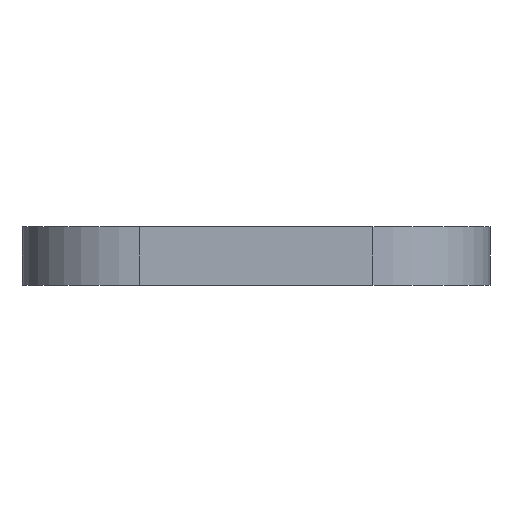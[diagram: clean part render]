
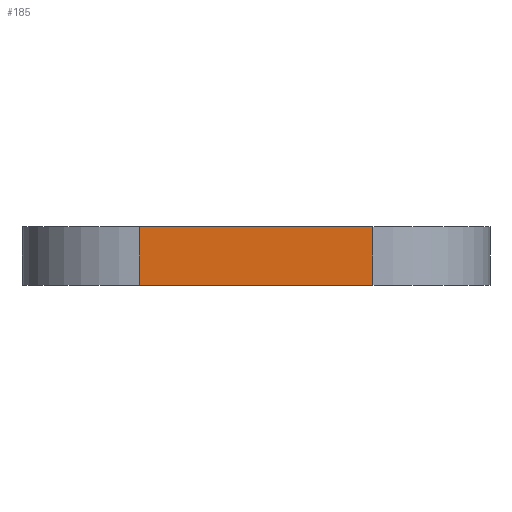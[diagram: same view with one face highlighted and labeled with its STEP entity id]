
A CAD part, front view. The second image highlights one B-rep face of the part: STEP entity #185.
In plain terms, the highlighted planar face has unit normal (0, -1, 0).
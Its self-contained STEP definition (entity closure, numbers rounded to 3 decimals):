
#15 = CARTESIAN_POINT ( 'NONE',  ( -10., -106., 0. ) ) ;
#34 = VERTEX_POINT ( 'NONE', #584 ) ;
#41 = FACE_OUTER_BOUND ( 'NONE', #640, .T. ) ;
#99 = EDGE_CURVE ( 'NONE', #510, #282, #501, .T. ) ;
#112 = CARTESIAN_POINT ( 'NONE',  ( 20., -106., 5. ) ) ;
#135 = EDGE_CURVE ( 'NONE', #533, #34, #403, .T. ) ;
#143 = CARTESIAN_POINT ( 'NONE',  ( 10., -106., 0. ) ) ;
#162 = DIRECTION ( 'NONE',  ( -1., 0., 0. ) ) ;
#166 = ORIENTED_EDGE ( 'NONE', *, *, #135, .T. ) ;
#185 = ADVANCED_FACE ( 'NONE', ( #41 ), #610, .F. ) ;
#196 = CARTESIAN_POINT ( 'NONE',  ( 10., -106., 5. ) ) ;
#197 = EDGE_CURVE ( 'NONE', #34, #282, #523, .T. ) ;
#224 = CARTESIAN_POINT ( 'NONE',  ( -10., -106., 0. ) ) ;
#227 = DIRECTION ( 'NONE',  ( -1., 0., 0. ) ) ;
#262 = VECTOR ( 'NONE', #162, 1000. ) ;
#279 = AXIS2_PLACEMENT_3D ( 'NONE', #343, #457, #227 ) ;
#282 = VERTEX_POINT ( 'NONE', #15 ) ;
#343 = CARTESIAN_POINT ( 'NONE',  ( 20., -106., 0. ) ) ;
#366 = VECTOR ( 'NONE', #674, 1000. ) ;
#403 = LINE ( 'NONE', #112, #366 ) ;
#406 = DIRECTION ( 'NONE',  ( 0., 0., -1. ) ) ;
#446 = LINE ( 'NONE', #695, #561 ) ;
#457 = DIRECTION ( 'NONE',  ( 0., 1., 0. ) ) ;
#501 = LINE ( 'NONE', #605, #262 ) ;
#510 = VERTEX_POINT ( 'NONE', #143 ) ;
#514 = VECTOR ( 'NONE', #406, 1000. ) ;
#523 = LINE ( 'NONE', #224, #514 ) ;
#532 = DIRECTION ( 'NONE',  ( 0., 0., 1. ) ) ;
#533 = VERTEX_POINT ( 'NONE', #196 ) ;
#561 = VECTOR ( 'NONE', #532, 1000. ) ;
#584 = CARTESIAN_POINT ( 'NONE',  ( -10., -106., 5. ) ) ;
#590 = ORIENTED_EDGE ( 'NONE', *, *, #689, .T. ) ;
#605 = CARTESIAN_POINT ( 'NONE',  ( 20., -106., 0. ) ) ;
#610 = PLANE ( 'NONE',  #279 ) ;
#640 = EDGE_LOOP ( 'NONE', ( #166, #680, #661, #590 ) ) ;
#661 = ORIENTED_EDGE ( 'NONE', *, *, #99, .F. ) ;
#674 = DIRECTION ( 'NONE',  ( -1., 0., 0. ) ) ;
#680 = ORIENTED_EDGE ( 'NONE', *, *, #197, .T. ) ;
#689 = EDGE_CURVE ( 'NONE', #510, #533, #446, .T. ) ;
#695 = CARTESIAN_POINT ( 'NONE',  ( 10., -106., 0. ) ) ;
